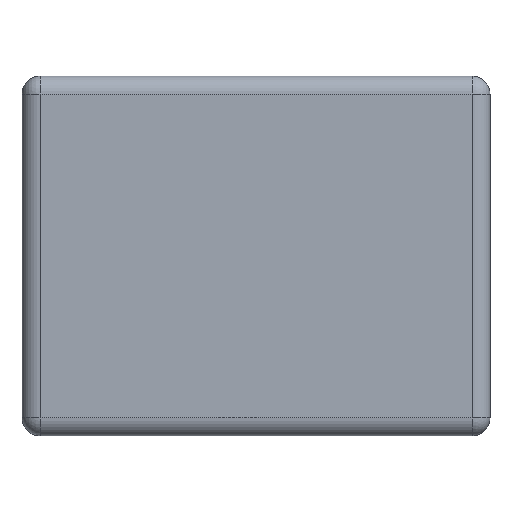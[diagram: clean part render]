
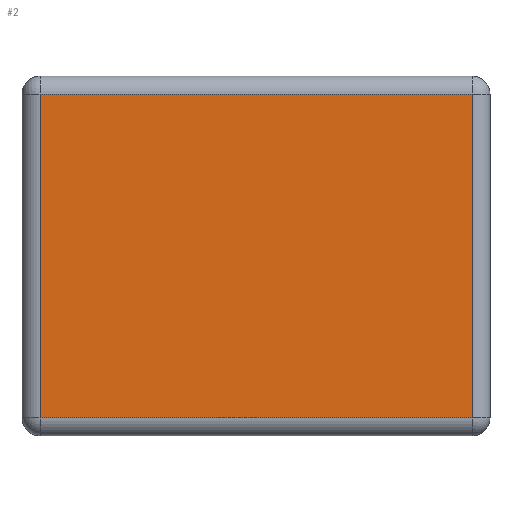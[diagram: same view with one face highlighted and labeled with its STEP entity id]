
A CAD part, left-side view. The second image highlights one B-rep face of the part: STEP entity #2.
In plain terms, the highlighted planar face has unit normal (-1, 0, 0).
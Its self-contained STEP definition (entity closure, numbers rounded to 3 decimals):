
#2 = ADVANCED_FACE ( 'NONE', ( #812 ), #331, .F. ) ;
#37 = CARTESIAN_POINT ( 'NONE',  ( -0.5, 0.65, 0.225 ) ) ;
#243 = ORIENTED_EDGE ( 'NONE', *, *, #620, .T. ) ;
#260 = CARTESIAN_POINT ( 'NONE',  ( -0.5, 0.025, -0.225 ) ) ;
#265 = CARTESIAN_POINT ( 'NONE',  ( -0.5, 0.625, -0.25 ) ) ;
#278 = DIRECTION ( 'NONE',  ( 0., 0., 1. ) ) ;
#331 = PLANE ( 'NONE',  #921 ) ;
#342 = CARTESIAN_POINT ( 'NONE',  ( -0.5, 0.625, -0.225 ) ) ;
#354 = LINE ( 'NONE', #1143, #1245 ) ;
#356 = VECTOR ( 'NONE', #940, 1000. ) ;
#411 = DIRECTION ( 'NONE',  ( 0., 1., 0. ) ) ;
#414 = VECTOR ( 'NONE', #645, 1000. ) ;
#429 = VERTEX_POINT ( 'NONE', #622 ) ;
#502 = EDGE_CURVE ( 'NONE', #1058, #429, #814, .T. ) ;
#620 = EDGE_CURVE ( 'NONE', #1221, #1136, #945, .T. ) ;
#622 = CARTESIAN_POINT ( 'NONE',  ( -0.5, 0.625, 0.225 ) ) ;
#641 = EDGE_LOOP ( 'NONE', ( #706, #243, #1038, #845 ) ) ;
#645 = DIRECTION ( 'NONE',  ( 0., 0., -1. ) ) ;
#706 = ORIENTED_EDGE ( 'NONE', *, *, #740, .T. ) ;
#730 = EDGE_CURVE ( 'NONE', #1136, #1058, #354, .T. ) ;
#740 = EDGE_CURVE ( 'NONE', #429, #1221, #745, .T. ) ;
#745 = LINE ( 'NONE', #265, #414 ) ;
#784 = VECTOR ( 'NONE', #411, 1000. ) ;
#812 = FACE_OUTER_BOUND ( 'NONE', #641, .T. ) ;
#814 = LINE ( 'NONE', #37, #784 ) ;
#817 = DIRECTION ( 'NONE',  ( 0., 0., -1. ) ) ;
#845 = ORIENTED_EDGE ( 'NONE', *, *, #502, .T. ) ;
#854 = CARTESIAN_POINT ( 'NONE',  ( -0.5, 0.65, -0.225 ) ) ;
#921 = AXIS2_PLACEMENT_3D ( 'NONE', #1093, #1015, #817 ) ;
#940 = DIRECTION ( 'NONE',  ( 0., -1., 0. ) ) ;
#945 = LINE ( 'NONE', #854, #356 ) ;
#1015 = DIRECTION ( 'NONE',  ( 1., 0., 0. ) ) ;
#1038 = ORIENTED_EDGE ( 'NONE', *, *, #730, .T. ) ;
#1058 = VERTEX_POINT ( 'NONE', #1154 ) ;
#1093 = CARTESIAN_POINT ( 'NONE',  ( -0.5, 0.65, -0.25 ) ) ;
#1136 = VERTEX_POINT ( 'NONE', #260 ) ;
#1143 = CARTESIAN_POINT ( 'NONE',  ( -0.5, 0.025, -0.25 ) ) ;
#1154 = CARTESIAN_POINT ( 'NONE',  ( -0.5, 0.025, 0.225 ) ) ;
#1221 = VERTEX_POINT ( 'NONE', #342 ) ;
#1245 = VECTOR ( 'NONE', #278, 1000. ) ;
